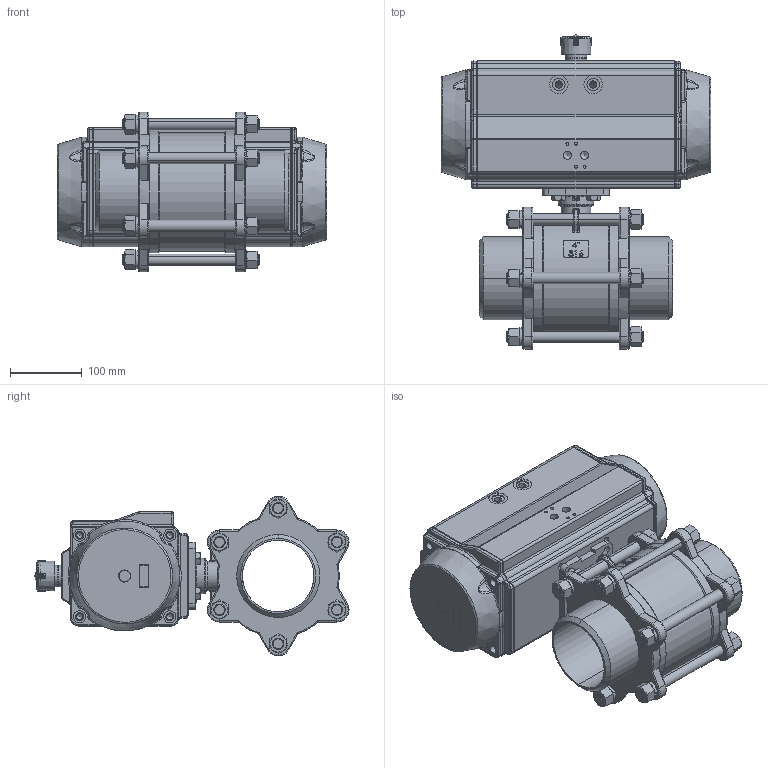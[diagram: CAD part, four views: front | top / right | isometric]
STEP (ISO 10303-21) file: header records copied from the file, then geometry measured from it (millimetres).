
FILE_DESCRIPTION(/* description */ ('Unknown'),/* implementation_level */ '2;1');
FILE_NAME(/* name */ 'PE08 9337-12',/* time_stamp */ '2025-03-31T08:26:40+02:00',/* author */ ('Unknown'),/* organization */ ('Unknown'),/* preprocessor_version */ 'ST-DEVELOPER v19.4',/* originating_system */ 'Solid Edge',/* authorisation */ 'Unknown');
FILE_SCHEMA (('AUTOMOTIVE_DESIGN {1 0 10303 214 3 1 1}'));
Length unit declared in the file: millimetre
Products named in the file (24): PE089337-12; 9337-12_oa_0; Spring lock washers--Normal type GB_GB_FASTENER_WASHER_SW 16; Hexagon nuts grade C GB_GB_FASTENER_NUT_SNC1 M16-N; MV-83-T(J)-DN100; MV-83-Q-DN100; MV-83-Z-DN100; MV-83-DD-DN100; MV-83-LM-DN100; MV-83-FS-DN100; MV-83-LZ-DN100; MV-83-DW-DN100; MV-33B-G(J)-DN100; DIN 933 M10x30 A2-70 BLK_EDST; PD09_PE08; VTE140埴詰; vt140-2016-06-25; vt140左端盖（模具厂）_MIR; huosai140; VT140-03-C 陔粣; Optische Anzeige; ______; ________(___________; cup head nib bolts with large head gb_GB_FASTENER_BOLT_CHNBW M6X25-N
Assembly tree (58 placements, depth 4):
  PE089337-12
    9337-12_oa_0
      Spring lock washers--Normal type GB_GB_FASTENER_WASHER_SW 16  x11
      Hexagon nuts grade C GB_GB_FASTENER_NUT_SNC1 M16-N  x12
      MV-83-T(J)-DN100
      MV-83-Q-DN100
      MV-83-Z-DN100
      MV-83-DD-DN100  x2
      MV-83-LM-DN100
      MV-83-FS-DN100
      MV-83-LZ-DN100  x6
      MV-83-DW-DN100
      MV-33B-G(J)-DN100  x2
    DIN 933 M10x30 A2-70 BLK_EDST  x4
    PD09_PE08
      VTE140埴詰
      vt140-2016-06-25
      vt140左端盖（模具厂）_MIR
      huosai140  x2
      VT140-03-C 陔粣
      Optische Anzeige
        ______
        ________(___________  x4
        cup head nib bolts with large head gb_GB_FASTENER_BOLT_CHNBW M6X25-N
Bounding box: 377 x 439.06 x 223.5 mm (x, y, z)
Volume: 7095482.2 mm3; surface area: 1414683.7 mm2
Topology: 55 solids, 55 shells, 3699 faces, 9084 edges, 5634 vertices
Faces by surface type: plane 1228, cylinder 1106, bspline 627, torus 363, cone 353, sphere 22
Full cylindrical faces by diameter (mm): 3 x16, 3.3 x8, 4.134 x8, 4.66 x1, 5 x1, 6 x1, 6.2 x1, 8 x1, 8.376 x12, 10 x4, 10.106 x6, 11.445 x2, 17 x8, 17.5 x2, 24.9 x1, 26 x3, 26.4 x1, 28.1 x1, 30 x5, 38.5 x1, 41 x1, 43 x2, 57 x1, 59 x1, 63 x4, 127 x2, 130.3 x2, 135 x2, 139 x6, 140 x1
Entity records: 123080 total; most frequent: CARTESIAN_POINT 63364, ORIENTED_EDGE 12956, DIRECTION 10787, EDGE_CURVE 6478, AXIS2_PLACEMENT_3D 4175, VERTEX_POINT 4158, FACE_BOUND 3192, EDGE_LOOP 3170
